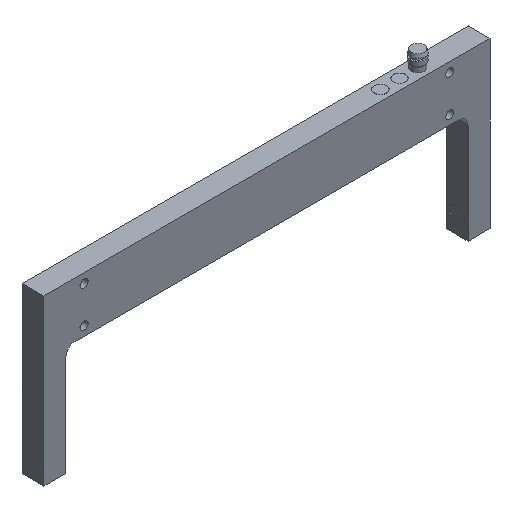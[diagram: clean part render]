
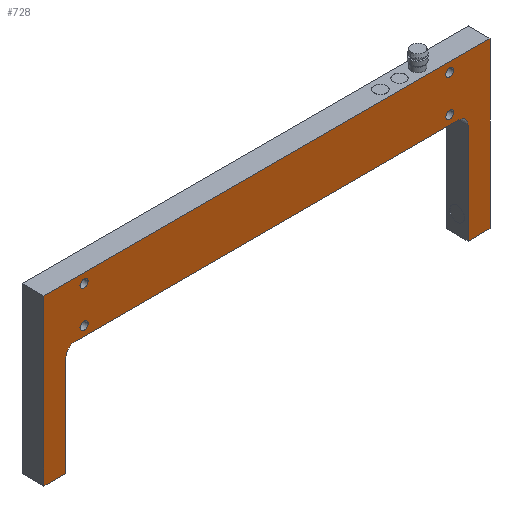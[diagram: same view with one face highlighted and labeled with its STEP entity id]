
A CAD part, isometric view. The second image highlights one B-rep face of the part: STEP entity #728.
In plain terms, the highlighted planar face has unit normal (0, -1, 0).
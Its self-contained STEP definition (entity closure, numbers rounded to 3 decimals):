
#45=CARTESIAN_POINT('',(105.,-6.,45.));
#46=DIRECTION('',(0.,-1.,0.));
#47=DIRECTION('',(1.,0.,0.));
#48=AXIS2_PLACEMENT_3D('',#45,#46,#47);
#50=CARTESIAN_POINT('',(-105.,-6.,45.));
#51=DIRECTION('',(0.,-1.,0.));
#52=DIRECTION('',(0.,0.,1.));
#53=AXIS2_PLACEMENT_3D('',#50,#51,#52);
#55=CARTESIAN_POINT('',(-100.,-6.,75.));
#56=DIRECTION('',(0.,-1.,0.));
#57=DIRECTION('',(-1.,0.,0.));
#58=AXIS2_PLACEMENT_3D('',#55,#56,#57);
#60=CARTESIAN_POINT('',(-100.,-6.,75.));
#61=DIRECTION('',(0.,-1.,0.));
#62=DIRECTION('',(1.,0.,0.));
#63=AXIS2_PLACEMENT_3D('',#60,#61,#62);
#65=CARTESIAN_POINT('',(-100.,-6.,55.));
#66=DIRECTION('',(0.,-1.,0.));
#67=DIRECTION('',(-1.,0.,0.));
#68=AXIS2_PLACEMENT_3D('',#65,#66,#67);
#70=CARTESIAN_POINT('',(-100.,-6.,55.));
#71=DIRECTION('',(0.,-1.,0.));
#72=DIRECTION('',(1.,0.,0.));
#73=AXIS2_PLACEMENT_3D('',#70,#71,#72);
#75=CARTESIAN_POINT('',(100.,-6.,55.));
#76=DIRECTION('',(0.,-1.,0.));
#77=DIRECTION('',(-1.,0.,0.));
#78=AXIS2_PLACEMENT_3D('',#75,#76,#77);
#80=CARTESIAN_POINT('',(100.,-6.,55.));
#81=DIRECTION('',(0.,-1.,0.));
#82=DIRECTION('',(1.,0.,0.));
#83=AXIS2_PLACEMENT_3D('',#80,#81,#82);
#85=CARTESIAN_POINT('',(100.,-6.,75.));
#86=DIRECTION('',(0.,-1.,0.));
#87=DIRECTION('',(-1.,0.,0.));
#88=AXIS2_PLACEMENT_3D('',#85,#86,#87);
#90=CARTESIAN_POINT('',(100.,-6.,75.));
#91=DIRECTION('',(0.,-1.,0.));
#92=DIRECTION('',(1.,0.,0.));
#93=AXIS2_PLACEMENT_3D('',#90,#91,#92);
#95=DIRECTION('',(0.,0.,-1.));
#96=VECTOR('',#95,55.);
#97=CARTESIAN_POINT('',(110.,-6.,45.));
#98=LINE('',#97,#96);
#117=DIRECTION('',(1.,0.,0.));
#118=VECTOR('',#117,210.);
#119=CARTESIAN_POINT('',(-105.,-6.,50.));
#120=LINE('',#119,#118);
#133=DIRECTION('',(0.,0.,1.));
#134=VECTOR('',#133,55.);
#135=CARTESIAN_POINT('',(-110.,-6.,-10.));
#136=LINE('',#135,#134);
#229=DIRECTION('',(1.,0.,0.));
#230=VECTOR('',#229,12.);
#231=CARTESIAN_POINT('',(110.,-6.,-10.));
#232=LINE('',#231,#230);
#237=DIRECTION('',(0.,0.,1.));
#238=VECTOR('',#237,90.);
#239=CARTESIAN_POINT('',(122.,-6.,-10.));
#240=LINE('',#239,#238);
#245=DIRECTION('',(-1.,0.,0.));
#246=VECTOR('',#245,244.);
#247=CARTESIAN_POINT('',(122.,-6.,80.));
#248=LINE('',#247,#246);
#283=DIRECTION('',(0.,0.,-1.));
#284=VECTOR('',#283,90.);
#285=CARTESIAN_POINT('',(-122.,-6.,80.));
#286=LINE('',#285,#284);
#291=DIRECTION('',(1.,0.,0.));
#292=VECTOR('',#291,12.);
#293=CARTESIAN_POINT('',(-122.,-6.,-10.));
#294=LINE('',#293,#292);
#533=CARTESIAN_POINT('',(110.,-6.,45.));
#534=CARTESIAN_POINT('',(110.,-6.,-10.));
#535=VERTEX_POINT('',#533);
#536=VERTEX_POINT('',#534);
#537=CARTESIAN_POINT('',(105.,-6.,50.));
#538=VERTEX_POINT('',#537);
#539=CARTESIAN_POINT('',(-105.,-6.,50.));
#540=VERTEX_POINT('',#539);
#541=CARTESIAN_POINT('',(-110.,-6.,45.));
#542=VERTEX_POINT('',#541);
#543=CARTESIAN_POINT('',(-110.,-6.,-10.));
#544=VERTEX_POINT('',#543);
#545=CARTESIAN_POINT('',(-122.,-6.,-10.));
#546=VERTEX_POINT('',#545);
#547=CARTESIAN_POINT('',(-122.,-6.,80.));
#548=VERTEX_POINT('',#547);
#549=CARTESIAN_POINT('',(122.,-6.,80.));
#550=VERTEX_POINT('',#549);
#551=CARTESIAN_POINT('',(122.,-6.,-10.));
#552=VERTEX_POINT('',#551);
#553=CARTESIAN_POINT('',(-102.15,-6.,75.));
#554=CARTESIAN_POINT('',(-97.85,-6.,75.));
#555=VERTEX_POINT('',#553);
#556=VERTEX_POINT('',#554);
#557=CARTESIAN_POINT('',(-102.15,-6.,55.));
#558=CARTESIAN_POINT('',(-97.85,-6.,55.));
#559=VERTEX_POINT('',#557);
#560=VERTEX_POINT('',#558);
#561=CARTESIAN_POINT('',(97.85,-6.,55.));
#562=CARTESIAN_POINT('',(102.15,-6.,55.));
#563=VERTEX_POINT('',#561);
#564=VERTEX_POINT('',#562);
#565=CARTESIAN_POINT('',(97.85,-6.,75.));
#566=CARTESIAN_POINT('',(102.15,-6.,75.));
#567=VERTEX_POINT('',#565);
#568=VERTEX_POINT('',#566);
#677=CARTESIAN_POINT('',(0.,-6.,0.));
#678=DIRECTION('',(0.,1.,0.));
#679=DIRECTION('',(1.,0.,0.));
#680=AXIS2_PLACEMENT_3D('',#677,#678,#679);
#681=PLANE('',#680);
#683=ORIENTED_EDGE('',*,*,#682,.F.);
#685=ORIENTED_EDGE('',*,*,#684,.T.);
#687=ORIENTED_EDGE('',*,*,#686,.F.);
#689=ORIENTED_EDGE('',*,*,#688,.T.);
#691=ORIENTED_EDGE('',*,*,#690,.F.);
#693=ORIENTED_EDGE('',*,*,#692,.F.);
#695=ORIENTED_EDGE('',*,*,#694,.F.);
#697=ORIENTED_EDGE('',*,*,#696,.F.);
#699=ORIENTED_EDGE('',*,*,#698,.F.);
#701=ORIENTED_EDGE('',*,*,#700,.F.);
#702=EDGE_LOOP('',(#683,#685,#687,#689,#691,#693,#695,#697,#699,#701));
#703=FACE_OUTER_BOUND('',#702,.F.);
#705=ORIENTED_EDGE('',*,*,#704,.T.);
#707=ORIENTED_EDGE('',*,*,#706,.T.);
#708=EDGE_LOOP('',(#705,#707));
#709=FACE_BOUND('',#708,.F.);
#711=ORIENTED_EDGE('',*,*,#710,.T.);
#713=ORIENTED_EDGE('',*,*,#712,.T.);
#714=EDGE_LOOP('',(#711,#713));
#715=FACE_BOUND('',#714,.F.);
#717=ORIENTED_EDGE('',*,*,#716,.T.);
#719=ORIENTED_EDGE('',*,*,#718,.T.);
#720=EDGE_LOOP('',(#717,#719));
#721=FACE_BOUND('',#720,.F.);
#723=ORIENTED_EDGE('',*,*,#722,.T.);
#725=ORIENTED_EDGE('',*,*,#724,.T.);
#726=EDGE_LOOP('',(#723,#725));
#727=FACE_BOUND('',#726,.F.);
#728=ADVANCED_FACE('',(#703,#709,#715,#721,#727),#681,.F.);
#49=CIRCLE('',#48,5.);
#54=CIRCLE('',#53,5.);
#59=CIRCLE('',#58,2.15);
#64=CIRCLE('',#63,2.15);
#69=CIRCLE('',#68,2.15);
#74=CIRCLE('',#73,2.15);
#79=CIRCLE('',#78,2.15);
#84=CIRCLE('',#83,2.15);
#89=CIRCLE('',#88,2.15);
#94=CIRCLE('',#93,2.15);
#682=EDGE_CURVE('',#535,#536,#98,.T.);
#684=EDGE_CURVE('',#535,#538,#49,.T.);
#686=EDGE_CURVE('',#540,#538,#120,.T.);
#688=EDGE_CURVE('',#540,#542,#54,.T.);
#690=EDGE_CURVE('',#544,#542,#136,.T.);
#692=EDGE_CURVE('',#546,#544,#294,.T.);
#694=EDGE_CURVE('',#548,#546,#286,.T.);
#696=EDGE_CURVE('',#550,#548,#248,.T.);
#698=EDGE_CURVE('',#552,#550,#240,.T.);
#700=EDGE_CURVE('',#536,#552,#232,.T.);
#704=EDGE_CURVE('',#555,#556,#59,.T.);
#706=EDGE_CURVE('',#556,#555,#64,.T.);
#710=EDGE_CURVE('',#559,#560,#69,.T.);
#712=EDGE_CURVE('',#560,#559,#74,.T.);
#716=EDGE_CURVE('',#563,#564,#79,.T.);
#718=EDGE_CURVE('',#564,#563,#84,.T.);
#722=EDGE_CURVE('',#567,#568,#89,.T.);
#724=EDGE_CURVE('',#568,#567,#94,.T.);
